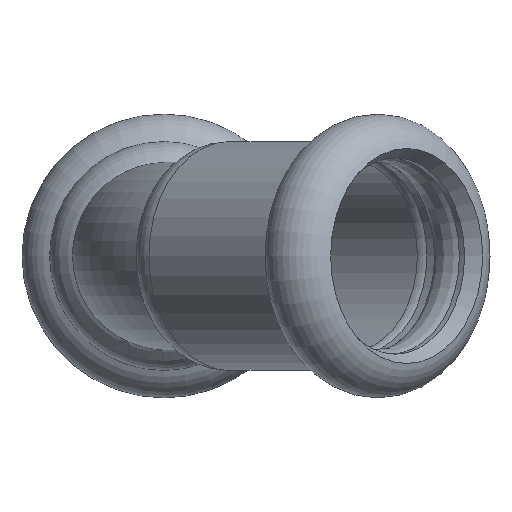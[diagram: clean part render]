
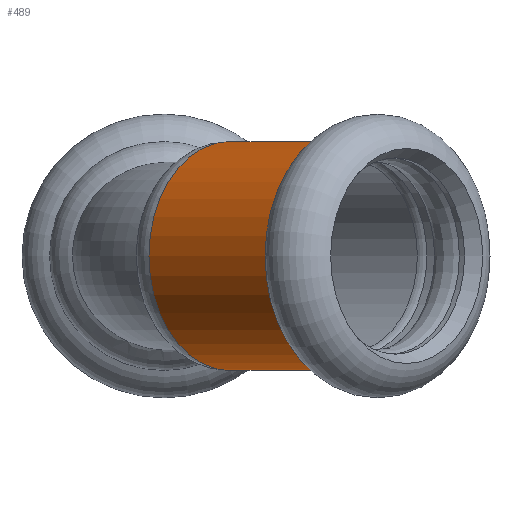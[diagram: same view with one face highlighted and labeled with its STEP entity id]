
A CAD part, left-side view. The second image highlights one B-rep face of the part: STEP entity #489.
In plain terms, the highlighted cylindrical face has radius 9.15 mm (diameter 18.3 mm), a full revolution.
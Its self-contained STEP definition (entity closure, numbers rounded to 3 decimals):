
#33=LINE('',#967,#43);
#43=VECTOR('',#715,9.15);
#53=CYLINDRICAL_SURFACE('',#573,9.15);
#67=FACE_OUTER_BOUND('',#89,.T.);
#89=EDGE_LOOP('',(#373,#374,#375,#376,#377,#378,#379,#380));
#101=CIRCLE('',#522,9.15);
#102=CIRCLE('',#523,9.15);
#107=CIRCLE('',#528,9.15);
#135=CIRCLE('',#564,9.15);
#137=CIRCLE('',#566,9.15);
#138=CIRCLE('',#567,9.15);
#161=VERTEX_POINT('',#781);
#162=VERTEX_POINT('',#782);
#163=VERTEX_POINT('',#784);
#191=VERTEX_POINT('',#857);
#192=VERTEX_POINT('',#858);
#196=VERTEX_POINT('',#908);
#221=EDGE_CURVE('',#161,#162,#101,.T.);
#222=EDGE_CURVE('',#163,#161,#102,.T.);
#227=EDGE_CURVE('',#162,#163,#107,.T.);
#259=EDGE_CURVE('',#191,#192,#135,.T.);
#264=EDGE_CURVE('',#192,#196,#137,.T.);
#265=EDGE_CURVE('',#196,#191,#138,.T.);
#273=EDGE_CURVE('',#162,#196,#33,.T.);
#373=ORIENTED_EDGE('',*,*,#221,.T.);
#374=ORIENTED_EDGE('',*,*,#273,.T.);
#375=ORIENTED_EDGE('',*,*,#264,.F.);
#376=ORIENTED_EDGE('',*,*,#259,.F.);
#377=ORIENTED_EDGE('',*,*,#265,.F.);
#378=ORIENTED_EDGE('',*,*,#273,.F.);
#379=ORIENTED_EDGE('',*,*,#227,.T.);
#380=ORIENTED_EDGE('',*,*,#222,.T.);
#489=ADVANCED_FACE('',(#67),#53,.T.);
#522=AXIS2_PLACEMENT_3D('',#783,#607,#608);
#523=AXIS2_PLACEMENT_3D('',#785,#609,#610);
#528=AXIS2_PLACEMENT_3D('',#793,#619,#620);
#564=AXIS2_PLACEMENT_3D('',#859,#695,#696);
#566=AXIS2_PLACEMENT_3D('',#909,#699,#700);
#567=AXIS2_PLACEMENT_3D('',#910,#701,#702);
#573=AXIS2_PLACEMENT_3D('',#966,#713,#714);
#607=DIRECTION('center_axis',(0.707,0.707,0.));
#608=DIRECTION('ref_axis',(-0.707,0.707,0.));
#609=DIRECTION('center_axis',(0.707,0.707,0.));
#610=DIRECTION('ref_axis',(-0.707,0.707,0.));
#619=DIRECTION('center_axis',(0.707,0.707,0.));
#620=DIRECTION('ref_axis',(-0.707,0.707,0.));
#695=DIRECTION('center_axis',(0.707,0.707,0.));
#696=DIRECTION('ref_axis',(-0.707,0.707,0.));
#699=DIRECTION('center_axis',(0.707,0.707,0.));
#700=DIRECTION('ref_axis',(-0.707,0.707,0.));
#701=DIRECTION('center_axis',(0.707,0.707,0.));
#702=DIRECTION('ref_axis',(-0.707,0.707,0.));
#713=DIRECTION('center_axis',(0.707,0.707,0.));
#714=DIRECTION('ref_axis',(-0.707,0.707,0.));
#715=DIRECTION('',(0.707,0.707,0.));
#781=CARTESIAN_POINT('',(-48.788,-8.392,0.));
#782=CARTESIAN_POINT('',(-35.848,-21.332,0.));
#783=CARTESIAN_POINT('Origin',(-42.318,-14.862,0.));
#784=CARTESIAN_POINT('',(-42.318,-14.862,-9.15));
#785=CARTESIAN_POINT('Origin',(-42.318,-14.862,0.));
#793=CARTESIAN_POINT('Origin',(-42.318,-14.862,0.));
#857=CARTESIAN_POINT('',(-39.198,1.198,0.));
#858=CARTESIAN_POINT('',(-32.728,-5.272,9.15));
#859=CARTESIAN_POINT('Origin',(-32.728,-5.272,0.));
#908=CARTESIAN_POINT('',(-26.258,-11.742,0.));
#909=CARTESIAN_POINT('Origin',(-32.728,-5.272,0.));
#910=CARTESIAN_POINT('Origin',(-32.728,-5.272,0.));
#966=CARTESIAN_POINT('Origin',(-37.523,-10.067,0.));
#967=CARTESIAN_POINT('',(-31.053,-16.537,0.));
